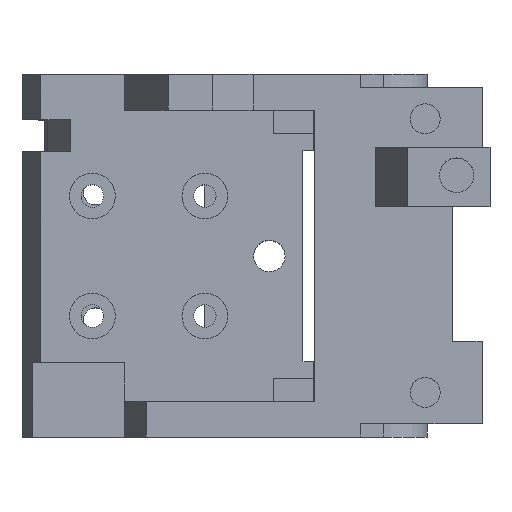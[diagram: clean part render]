
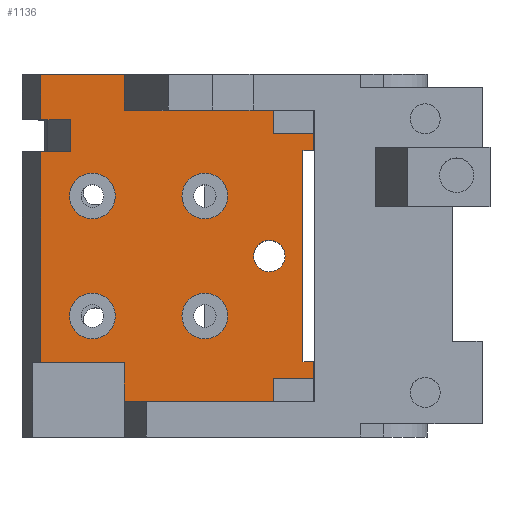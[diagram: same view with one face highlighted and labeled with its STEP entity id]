
A CAD part, top view. The second image highlights one B-rep face of the part: STEP entity #1136.
In plain terms, the highlighted planar face has unit normal (0, 0, 1).
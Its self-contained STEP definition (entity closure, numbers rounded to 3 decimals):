
#282 = VERTEX_POINT('',#283);
#283 = CARTESIAN_POINT('',(-14.88,24.2,35.1));
#289 = EDGE_CURVE('',#282,#290,#292,.T.);
#290 = VERTEX_POINT('',#291);
#291 = CARTESIAN_POINT('',(-3.728,24.2,35.1));
#292 = LINE('',#293,#294);
#293 = CARTESIAN_POINT('',(1.568,24.2,35.1));
#294 = VECTOR('',#295,1.);
#295 = DIRECTION('',(1.,0.,0.));
#1117 = VERTEX_POINT('',#1118);
#1118 = CARTESIAN_POINT('',(-3.728,19.4,35.1));
#1126 = EDGE_CURVE('',#1117,#290,#1127,.T.);
#1127 = LINE('',#1128,#1129);
#1128 = CARTESIAN_POINT('',(-3.728,-24.2,35.1));
#1129 = VECTOR('',#1130,1.);
#1130 = DIRECTION('',(0.,1.,0.));
#1136 = ADVANCED_FACE('',(#1137,#1283,#1294,#1305,#1316,#1336),#1347,.T.
  );
#1137 = FACE_BOUND('',#1138,.T.);
#1138 = EDGE_LOOP('',(#1139,#1147,#1155,#1163,#1171,#1179,#1187,#1195,
    #1203,#1211,#1219,#1227,#1235,#1243,#1251,#1259,#1267,#1275,#1281,
    #1282));
#1139 = ORIENTED_EDGE('',*,*,#1140,.F.);
#1140 = EDGE_CURVE('',#1141,#282,#1143,.T.);
#1141 = VERTEX_POINT('',#1142);
#1142 = CARTESIAN_POINT('',(-14.88,18.2,35.1));
#1143 = LINE('',#1144,#1145);
#1144 = CARTESIAN_POINT('',(-14.88,-24.2,35.1));
#1145 = VECTOR('',#1146,1.);
#1146 = DIRECTION('',(0.,1.,0.));
#1147 = ORIENTED_EDGE('',*,*,#1148,.F.);
#1148 = EDGE_CURVE('',#1149,#1141,#1151,.T.);
#1149 = VERTEX_POINT('',#1150);
#1150 = CARTESIAN_POINT('',(-10.88,18.2,35.1));
#1151 = LINE('',#1152,#1153);
#1152 = CARTESIAN_POINT('',(-14.,18.2,35.1));
#1153 = VECTOR('',#1154,1.);
#1154 = DIRECTION('',(-1.,-0.,-0.));
#1155 = ORIENTED_EDGE('',*,*,#1156,.F.);
#1156 = EDGE_CURVE('',#1157,#1149,#1159,.T.);
#1157 = VERTEX_POINT('',#1158);
#1158 = CARTESIAN_POINT('',(-10.88,13.9,35.1));
#1159 = LINE('',#1160,#1161);
#1160 = CARTESIAN_POINT('',(-10.88,13.9,35.1));
#1161 = VECTOR('',#1162,1.);
#1162 = DIRECTION('',(0.,1.,0.));
#1163 = ORIENTED_EDGE('',*,*,#1164,.F.);
#1164 = EDGE_CURVE('',#1165,#1157,#1167,.T.);
#1165 = VERTEX_POINT('',#1166);
#1166 = CARTESIAN_POINT('',(-14.88,13.9,35.1));
#1167 = LINE('',#1168,#1169);
#1168 = CARTESIAN_POINT('',(-14.38,13.9,35.1));
#1169 = VECTOR('',#1170,1.);
#1170 = DIRECTION('',(1.,0.,0.));
#1171 = ORIENTED_EDGE('',*,*,#1172,.F.);
#1172 = EDGE_CURVE('',#1173,#1165,#1175,.T.);
#1173 = VERTEX_POINT('',#1174);
#1174 = CARTESIAN_POINT('',(-14.88,-14.2,35.1));
#1175 = LINE('',#1176,#1177);
#1176 = CARTESIAN_POINT('',(-14.88,-24.2,35.1));
#1177 = VECTOR('',#1178,1.);
#1178 = DIRECTION('',(0.,1.,0.));
#1179 = ORIENTED_EDGE('',*,*,#1180,.F.);
#1180 = EDGE_CURVE('',#1181,#1173,#1183,.T.);
#1181 = VERTEX_POINT('',#1182);
#1182 = CARTESIAN_POINT('',(-3.728,-14.2,35.1));
#1183 = LINE('',#1184,#1185);
#1184 = CARTESIAN_POINT('',(-3.728,-14.2,35.1));
#1185 = VECTOR('',#1186,1.);
#1186 = DIRECTION('',(-1.,0.,0.));
#1187 = ORIENTED_EDGE('',*,*,#1188,.F.);
#1188 = EDGE_CURVE('',#1189,#1181,#1191,.T.);
#1189 = VERTEX_POINT('',#1190);
#1190 = CARTESIAN_POINT('',(-3.728,-19.4,35.1));
#1191 = LINE('',#1192,#1193);
#1192 = CARTESIAN_POINT('',(-3.728,-24.2,35.1));
#1193 = VECTOR('',#1194,1.);
#1194 = DIRECTION('',(0.,1.,0.));
#1195 = ORIENTED_EDGE('',*,*,#1196,.F.);
#1196 = EDGE_CURVE('',#1197,#1189,#1199,.T.);
#1197 = VERTEX_POINT('',#1198);
#1198 = CARTESIAN_POINT('',(16.1,-19.4,35.1));
#1199 = LINE('',#1200,#1201);
#1200 = CARTESIAN_POINT('',(-4.057,-19.4,35.1));
#1201 = VECTOR('',#1202,1.);
#1202 = DIRECTION('',(-1.,0.,0.));
#1203 = ORIENTED_EDGE('',*,*,#1204,.T.);
#1204 = EDGE_CURVE('',#1197,#1205,#1207,.T.);
#1205 = VERTEX_POINT('',#1206);
#1206 = CARTESIAN_POINT('',(16.1,-16.3,35.1));
#1207 = LINE('',#1208,#1209);
#1208 = CARTESIAN_POINT('',(16.1,-19.4,35.1));
#1209 = VECTOR('',#1210,1.);
#1210 = DIRECTION('',(0.,1.,0.));
#1211 = ORIENTED_EDGE('',*,*,#1212,.F.);
#1212 = EDGE_CURVE('',#1213,#1205,#1215,.T.);
#1213 = VERTEX_POINT('',#1214);
#1214 = CARTESIAN_POINT('',(21.45,-16.3,35.1));
#1215 = LINE('',#1216,#1217);
#1216 = CARTESIAN_POINT('',(21.45,-16.3,35.1));
#1217 = VECTOR('',#1218,1.);
#1218 = DIRECTION('',(-1.,-0.,-0.));
#1219 = ORIENTED_EDGE('',*,*,#1220,.F.);
#1220 = EDGE_CURVE('',#1221,#1213,#1223,.T.);
#1221 = VERTEX_POINT('',#1222);
#1222 = CARTESIAN_POINT('',(21.45,-14.1,35.1));
#1223 = LINE('',#1224,#1225);
#1224 = CARTESIAN_POINT('',(21.45,12.4,35.1));
#1225 = VECTOR('',#1226,1.);
#1226 = DIRECTION('',(0.,-1.,0.));
#1227 = ORIENTED_EDGE('',*,*,#1228,.T.);
#1228 = EDGE_CURVE('',#1221,#1229,#1231,.T.);
#1229 = VERTEX_POINT('',#1230);
#1230 = CARTESIAN_POINT('',(20.1,-14.1,35.1));
#1231 = LINE('',#1232,#1233);
#1232 = CARTESIAN_POINT('',(10.833,-14.1,35.1));
#1233 = VECTOR('',#1234,1.);
#1234 = DIRECTION('',(-1.,0.,0.));
#1235 = ORIENTED_EDGE('',*,*,#1236,.T.);
#1236 = EDGE_CURVE('',#1229,#1237,#1239,.T.);
#1237 = VERTEX_POINT('',#1238);
#1238 = CARTESIAN_POINT('',(20.1,14.1,35.1));
#1239 = LINE('',#1240,#1241);
#1240 = CARTESIAN_POINT('',(20.1,0.3,35.1));
#1241 = VECTOR('',#1242,1.);
#1242 = DIRECTION('',(0.,1.,0.));
#1243 = ORIENTED_EDGE('',*,*,#1244,.T.);
#1244 = EDGE_CURVE('',#1237,#1245,#1247,.T.);
#1245 = VERTEX_POINT('',#1246);
#1246 = CARTESIAN_POINT('',(21.45,14.1,35.1));
#1247 = LINE('',#1248,#1249);
#1248 = CARTESIAN_POINT('',(10.833,14.1,35.1));
#1249 = VECTOR('',#1250,1.);
#1250 = DIRECTION('',(1.,0.,0.));
#1251 = ORIENTED_EDGE('',*,*,#1252,.F.);
#1252 = EDGE_CURVE('',#1253,#1245,#1255,.T.);
#1253 = VERTEX_POINT('',#1254);
#1254 = CARTESIAN_POINT('',(21.45,16.3,35.1));
#1255 = LINE('',#1256,#1257);
#1256 = CARTESIAN_POINT('',(21.45,12.4,35.1));
#1257 = VECTOR('',#1258,1.);
#1258 = DIRECTION('',(0.,-1.,0.));
#1259 = ORIENTED_EDGE('',*,*,#1260,.T.);
#1260 = EDGE_CURVE('',#1253,#1261,#1263,.T.);
#1261 = VERTEX_POINT('',#1262);
#1262 = CARTESIAN_POINT('',(16.1,16.3,35.1));
#1263 = LINE('',#1264,#1265);
#1264 = CARTESIAN_POINT('',(21.45,16.3,35.1));
#1265 = VECTOR('',#1266,1.);
#1266 = DIRECTION('',(-1.,-0.,-0.));
#1267 = ORIENTED_EDGE('',*,*,#1268,.T.);
#1268 = EDGE_CURVE('',#1261,#1269,#1271,.T.);
#1269 = VERTEX_POINT('',#1270);
#1270 = CARTESIAN_POINT('',(16.1,19.4,35.1));
#1271 = LINE('',#1272,#1273);
#1272 = CARTESIAN_POINT('',(16.1,16.3,35.1));
#1273 = VECTOR('',#1274,1.);
#1274 = DIRECTION('',(0.,1.,0.));
#1275 = ORIENTED_EDGE('',*,*,#1276,.F.);
#1276 = EDGE_CURVE('',#1117,#1269,#1277,.T.);
#1277 = LINE('',#1278,#1279);
#1278 = CARTESIAN_POINT('',(15.5,19.4,35.1));
#1279 = VECTOR('',#1280,1.);
#1280 = DIRECTION('',(1.,0.,0.));
#1281 = ORIENTED_EDGE('',*,*,#1126,.T.);
#1282 = ORIENTED_EDGE('',*,*,#289,.F.);
#1283 = FACE_BOUND('',#1284,.T.);
#1284 = EDGE_LOOP('',(#1285));
#1285 = ORIENTED_EDGE('',*,*,#1286,.F.);
#1286 = EDGE_CURVE('',#1287,#1287,#1289,.T.);
#1287 = VERTEX_POINT('',#1288);
#1288 = CARTESIAN_POINT('',(-4.94,-8.,35.1));
#1289 = CIRCLE('',#1290,3.05);
#1290 = AXIS2_PLACEMENT_3D('',#1291,#1292,#1293);
#1291 = CARTESIAN_POINT('',(-7.99,-8.,35.1));
#1292 = DIRECTION('',(0.,0.,1.));
#1293 = DIRECTION('',(1.,0.,0.));
#1294 = FACE_BOUND('',#1295,.T.);
#1295 = EDGE_LOOP('',(#1296));
#1296 = ORIENTED_EDGE('',*,*,#1297,.F.);
#1297 = EDGE_CURVE('',#1298,#1298,#1300,.T.);
#1298 = VERTEX_POINT('',#1299);
#1299 = CARTESIAN_POINT('',(10.06,-8.,35.1));
#1300 = CIRCLE('',#1301,3.05);
#1301 = AXIS2_PLACEMENT_3D('',#1302,#1303,#1304);
#1302 = CARTESIAN_POINT('',(7.01,-8.,35.1));
#1303 = DIRECTION('',(0.,0.,1.));
#1304 = DIRECTION('',(1.,0.,0.));
#1305 = FACE_BOUND('',#1306,.T.);
#1306 = EDGE_LOOP('',(#1307));
#1307 = ORIENTED_EDGE('',*,*,#1308,.F.);
#1308 = EDGE_CURVE('',#1309,#1309,#1311,.T.);
#1309 = VERTEX_POINT('',#1310);
#1310 = CARTESIAN_POINT('',(-4.94,8.,35.1));
#1311 = CIRCLE('',#1312,3.05);
#1312 = AXIS2_PLACEMENT_3D('',#1313,#1314,#1315);
#1313 = CARTESIAN_POINT('',(-7.99,8.,35.1));
#1314 = DIRECTION('',(0.,0.,1.));
#1315 = DIRECTION('',(1.,0.,0.));
#1316 = FACE_BOUND('',#1317,.T.);
#1317 = EDGE_LOOP('',(#1318,#1329));
#1318 = ORIENTED_EDGE('',*,*,#1319,.T.);
#1319 = EDGE_CURVE('',#1320,#1322,#1324,.T.);
#1320 = VERTEX_POINT('',#1321);
#1321 = CARTESIAN_POINT('',(15.6,-2.1,35.1));
#1322 = VERTEX_POINT('',#1323);
#1323 = CARTESIAN_POINT('',(15.6,2.1,35.1));
#1324 = CIRCLE('',#1325,2.1);
#1325 = AXIS2_PLACEMENT_3D('',#1326,#1327,#1328);
#1326 = CARTESIAN_POINT('',(15.6,0.,35.1));
#1327 = DIRECTION('',(0.,-0.,-1.));
#1328 = DIRECTION('',(1.,0.,0.));
#1329 = ORIENTED_EDGE('',*,*,#1330,.F.);
#1330 = EDGE_CURVE('',#1320,#1322,#1331,.T.);
#1331 = CIRCLE('',#1332,2.1);
#1332 = AXIS2_PLACEMENT_3D('',#1333,#1334,#1335);
#1333 = CARTESIAN_POINT('',(15.6,0.,35.1));
#1334 = DIRECTION('',(0.,0.,1.));
#1335 = DIRECTION('',(1.,0.,0.));
#1336 = FACE_BOUND('',#1337,.T.);
#1337 = EDGE_LOOP('',(#1338));
#1338 = ORIENTED_EDGE('',*,*,#1339,.F.);
#1339 = EDGE_CURVE('',#1340,#1340,#1342,.T.);
#1340 = VERTEX_POINT('',#1341);
#1341 = CARTESIAN_POINT('',(10.06,8.,35.1));
#1342 = CIRCLE('',#1343,3.05);
#1343 = AXIS2_PLACEMENT_3D('',#1344,#1345,#1346);
#1344 = CARTESIAN_POINT('',(7.01,8.,35.1));
#1345 = DIRECTION('',(0.,0.,1.));
#1346 = DIRECTION('',(1.,0.,0.));
#1347 = PLANE('',#1348);
#1348 = AXIS2_PLACEMENT_3D('',#1349,#1350,#1351);
#1349 = CARTESIAN_POINT('',(1.188,0.713,35.1));
#1350 = DIRECTION('',(0.,0.,1.));
#1351 = DIRECTION('',(1.,0.,0.));
